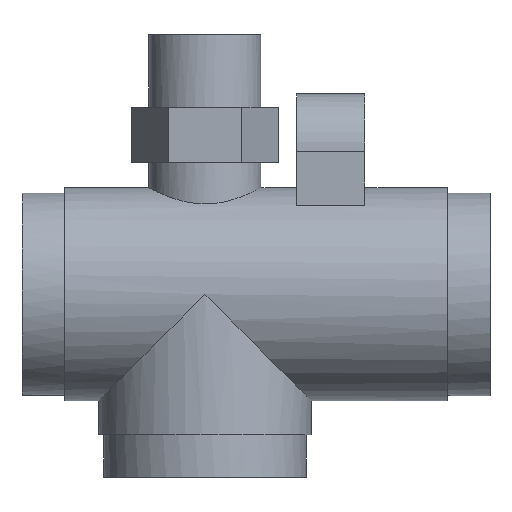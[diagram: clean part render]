
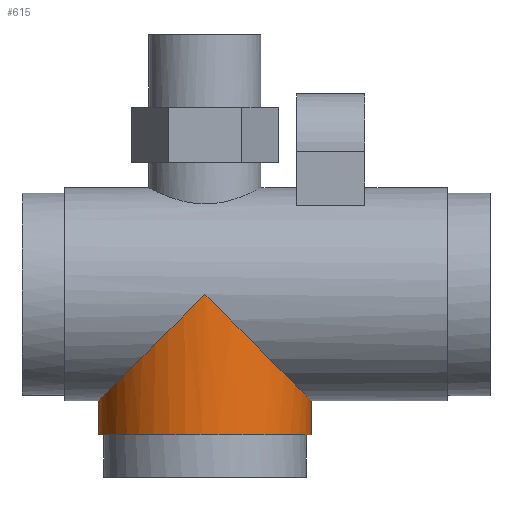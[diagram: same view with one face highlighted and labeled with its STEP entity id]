
A CAD part, front view. The second image highlights one B-rep face of the part: STEP entity #615.
In plain terms, the highlighted cylindrical face has radius 25 mm (diameter 50 mm), a partial arc.
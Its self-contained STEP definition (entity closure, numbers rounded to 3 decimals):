
#537=CARTESIAN_POINT('Axis2P3D Location',(0.,0.,-12.319)) ;
#543=CARTESIAN_POINT('Control Point',(25.,0.,-33.)) ;
#544=CARTESIAN_POINT('Control Point',(25.,-3.927,-33.)) ;
#545=CARTESIAN_POINT('Control Point',(24.229,-7.854,-33.)) ;
#546=CARTESIAN_POINT('Control Point',(22.686,-11.579,-33.)) ;
#547=CARTESIAN_POINT('Control Point',(18.223,-18.223,-33.)) ;
#548=CARTESIAN_POINT('Control Point',(11.579,-22.686,-33.)) ;
#549=CARTESIAN_POINT('Control Point',(7.854,-24.229,-33.)) ;
#550=CARTESIAN_POINT('Control Point',(0.,-25.771,-33.)) ;
#551=CARTESIAN_POINT('Control Point',(-7.854,-24.229,-33.)) ;
#552=CARTESIAN_POINT('Control Point',(-11.579,-22.686,-33.)) ;
#553=CARTESIAN_POINT('Control Point',(-18.223,-18.223,-33.)) ;
#554=CARTESIAN_POINT('Control Point',(-22.686,-11.579,-33.)) ;
#555=CARTESIAN_POINT('Control Point',(-24.229,-7.854,-33.)) ;
#556=CARTESIAN_POINT('Control Point',(-25.,-3.927,-33.)) ;
#557=CARTESIAN_POINT('Control Point',(-25.,0.,-33.)) ;
#558=CARTESIAN_POINT('Vertex',(25.,0.,-33.)) ;
#560=CARTESIAN_POINT('Vertex',(-25.,0.,-33.)) ;
#564=CARTESIAN_POINT('Control Point',(25.,0.,-25.)) ;
#565=CARTESIAN_POINT('Control Point',(25.,0.,-33.)) ;
#566=CARTESIAN_POINT('Vertex',(25.,0.,-25.)) ;
#570=CARTESIAN_POINT('Control Point',(0.,-25.,0.)) ;
#571=CARTESIAN_POINT('Control Point',(3.035,-25.,-3.035)) ;
#572=CARTESIAN_POINT('Control Point',(6.276,-24.539,-6.294)) ;
#573=CARTESIAN_POINT('Control Point',(9.577,-23.491,-9.577)) ;
#574=CARTESIAN_POINT('Control Point',(14.685,-20.763,-14.688)) ;
#575=CARTESIAN_POINT('Control Point',(18.853,-16.65,-18.846)) ;
#576=CARTESIAN_POINT('Control Point',(20.269,-14.89,-20.257)) ;
#577=CARTESIAN_POINT('Control Point',(22.792,-10.904,-22.804)) ;
#578=CARTESIAN_POINT('Control Point',(24.282,-6.617,-24.269)) ;
#579=CARTESIAN_POINT('Control Point',(24.774,-4.346,-24.764)) ;
#580=CARTESIAN_POINT('Control Point',(25.,-2.124,-25.)) ;
#581=CARTESIAN_POINT('Control Point',(25.,0.,-25.)) ;
#582=CARTESIAN_POINT('Vertex',(0.,-25.,0.)) ;
#586=CARTESIAN_POINT('Control Point',(-25.,0.,-25.)) ;
#587=CARTESIAN_POINT('Control Point',(-25.,-1.625,-25.)) ;
#588=CARTESIAN_POINT('Control Point',(-24.868,-3.306,-24.866)) ;
#589=CARTESIAN_POINT('Control Point',(-24.586,-5.023,-24.58)) ;
#590=CARTESIAN_POINT('Control Point',(-23.584,-8.904,-23.593)) ;
#591=CARTESIAN_POINT('Control Point',(-21.734,-12.686,-21.72)) ;
#592=CARTESIAN_POINT('Control Point',(-20.441,-14.688,-20.429)) ;
#593=CARTESIAN_POINT('Control Point',(-17.612,-18.081,-17.62)) ;
#594=CARTESIAN_POINT('Control Point',(-14.138,-20.763,-14.135)) ;
#595=CARTESIAN_POINT('Control Point',(-12.449,-21.813,-12.45)) ;
#596=CARTESIAN_POINT('Control Point',(-8.935,-23.545,-8.939)) ;
#597=CARTESIAN_POINT('Control Point',(-5.297,-24.54,-5.304)) ;
#598=CARTESIAN_POINT('Control Point',(-3.483,-24.854,-3.487)) ;
#599=CARTESIAN_POINT('Control Point',(-1.708,-25.,-1.708)) ;
#600=CARTESIAN_POINT('Control Point',(0.,-25.,0.)) ;
#601=CARTESIAN_POINT('Vertex',(-25.,0.,-25.)) ;
#605=CARTESIAN_POINT('Control Point',(-25.,0.,-33.)) ;
#606=CARTESIAN_POINT('Control Point',(-25.,0.,-25.)) ;
#538=DIRECTION('Axis2P3D Direction',(0.,0.,1.)) ;
#539=DIRECTION('Axis2P3D XDirection',(-1.,0.,0.)) ;
#540=AXIS2_PLACEMENT_3D('Cylinder Axis2P3D',#537,#538,#539) ;
#541=CYLINDRICAL_SURFACE('generated cylinder',#540,25.) ;
#562=EDGE_CURVE('',#559,#561,#542,.T.) ;
#568=EDGE_CURVE('',#567,#559,#563,.T.) ;
#584=EDGE_CURVE('',#583,#567,#569,.T.) ;
#603=EDGE_CURVE('',#602,#583,#585,.T.) ;
#607=EDGE_CURVE('',#561,#602,#604,.T.) ;
#609=ORIENTED_EDGE('',*,*,#562,.F.) ;
#610=ORIENTED_EDGE('',*,*,#568,.F.) ;
#611=ORIENTED_EDGE('',*,*,#584,.F.) ;
#612=ORIENTED_EDGE('',*,*,#603,.F.) ;
#613=ORIENTED_EDGE('',*,*,#607,.F.) ;
#608=EDGE_LOOP('',(#609,#610,#611,#612,#613)) ;
#559=VERTEX_POINT('',#558) ;
#561=VERTEX_POINT('',#560) ;
#567=VERTEX_POINT('',#566) ;
#583=VERTEX_POINT('',#582) ;
#602=VERTEX_POINT('',#601) ;
#615=ADVANCED_FACE('Solid1',(#614),#541,.T.) ;
#542=B_SPLINE_CURVE_WITH_KNOTS('',5,(#543,#544,#545,#546,#547,#548,#549,#550,#551,#552,#553,#554,#555,#556,#557),.UNSPECIFIED.,.F.,.U.,(6,3,3,3,6),(0.,0.785,1.571,2.356,3.142),.UNSPECIFIED.) ;
#563=B_SPLINE_CURVE_WITH_KNOTS('',1,(#564,#565),.UNSPECIFIED.,.F.,.U.,(2,2),(0.,0.026),.UNSPECIFIED.) ;
#569=B_SPLINE_CURVE_WITH_KNOTS('',5,(#570,#571,#572,#573,#574,#575,#576,#577,#578,#579,#580,#581),.UNSPECIFIED.,.F.,.U.,(6,3,3,6),(1.571,2.245,2.67,3.142),.UNSPECIFIED.) ;
#585=B_SPLINE_CURVE_WITH_KNOTS('',5,(#586,#587,#588,#589,#590,#591,#592,#593,#594,#595,#596,#597,#598,#599,#600),.UNSPECIFIED.,.F.,.U.,(6,3,3,3,6),(-3.142,-2.781,-2.33,-1.95,-1.571),.UNSPECIFIED.) ;
#604=B_SPLINE_CURVE_WITH_KNOTS('',1,(#605,#606),.UNSPECIFIED.,.F.,.U.,(2,2),(0.,0.026),.UNSPECIFIED.) ;
#614=FACE_OUTER_BOUND('',#608,.T.) ;
